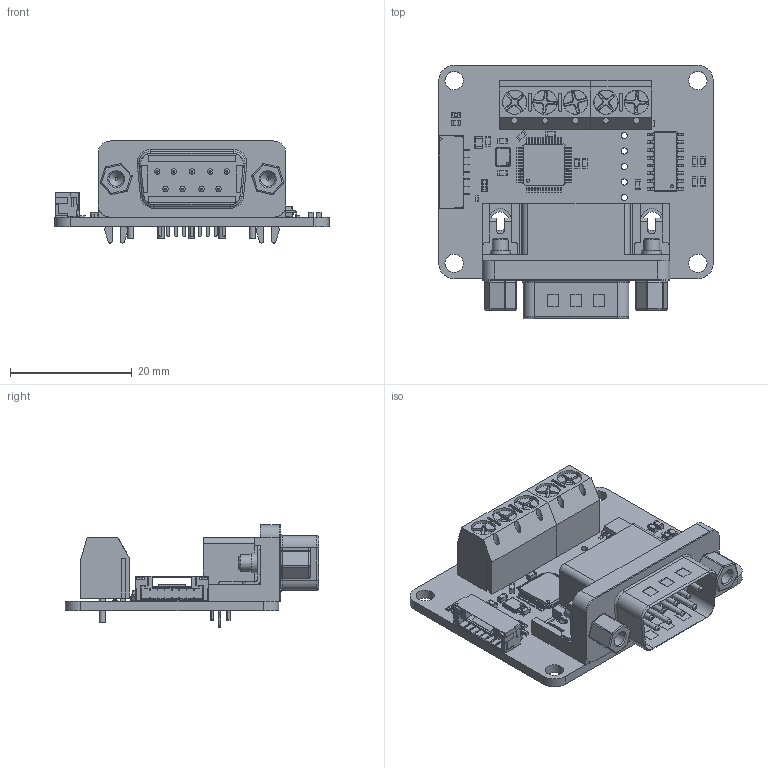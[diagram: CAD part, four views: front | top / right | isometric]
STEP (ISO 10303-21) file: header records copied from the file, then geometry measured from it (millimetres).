
FILE_DESCRIPTION(('FreeCAD Model'),'2;1');
FILE_NAME('rs232-v2.step', '2018-06-11T14:37:48',('kicad StepUp'),('ksu MCAD'), 'Open CASCADE STEP processor 6.8','FreeCAD','Unknown');
FILE_SCHEMA(('AUTOMOTIVE_DESIGN_CC2 { 1 2 10303 214 -1 1 5 4 }'));
Length unit declared in the file: millimetre
Products named in the file (24): Pcb; C_0603_; 3225_; soic_16_39x99_p127_; lqfp48_7x7_p05_; Cut_; Fusion008_; BrickletConn_7pin_; D_0603_blue_; C_0603_001; C_0603_002; C_0603_003; C_0603_004; C_0603_005; C_0603_006; C_0603_007; C_0603_008; DSUB9-Male_; C_0402_; C_0603_009; C_0805_; C_0603_010; C_0603_011; R_0603_
Bounding box: 45 x 41.57 x 16.75 mm (x, y, z)
Volume: 7031.8 mm3; surface area: 10697.5 mm2
Topology: 30 solids, 34 shells, 3315 faces, 8839 edges, 5620 vertices
Faces by surface type: plane 2208, cylinder 879, bspline 132, torus 45, sphere 34, revolution 9, cone 8
Full cylindrical faces by diameter (mm): 0.5 x2, 0.9 x9, 1 x10, 1.016 x14, 1.3 x5, 2.4 x12, 2.65 x4, 3 x11, 3.048 x2, 3.2 x2, 3.3 x2, 3.5 x2, 3.9 x5, 4 x5, 5.1 x2
Entity records: 127171 total; most frequent: CARTESIAN_POINT 20734, ORIENTED_EDGE 17590, DIRECTION 16843, EDGE_CURVE 8795, LINE 6762, VECTOR 6762, VERTEX_POINT 5620, AXIS2_PLACEMENT_3D 5036
